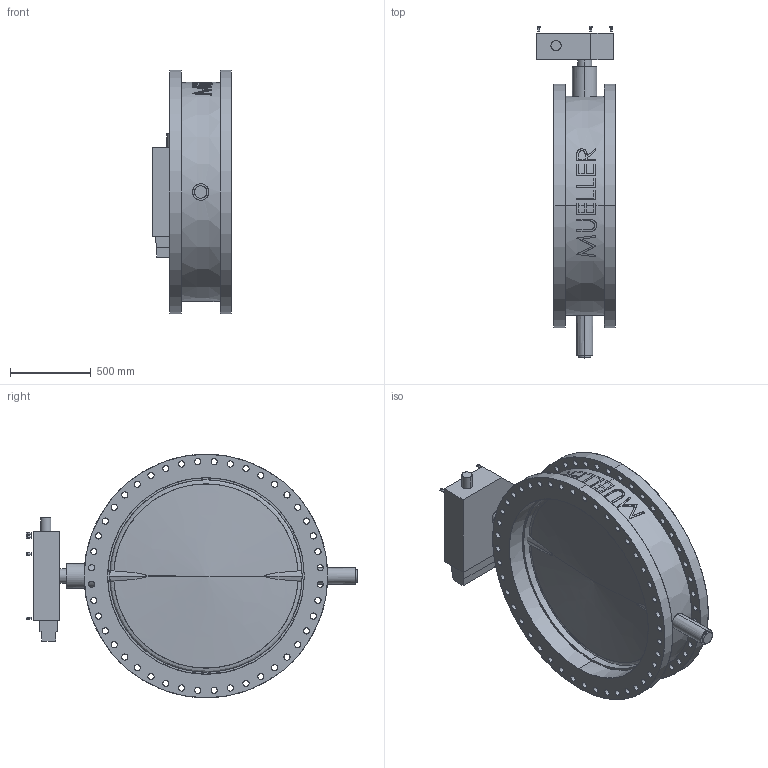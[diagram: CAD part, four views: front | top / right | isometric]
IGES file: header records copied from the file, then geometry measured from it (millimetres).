
Start section: SolidWorks IGES file using analytic representation for surfaces
Global section: file name: B_48.IGS; native system: SolidWorks 2012; preprocessor: SolidWorks 2012; author: CAD; date: 150330.181410; units: inch
Bounding box: 488.95 x 2059.18 x 1511.3 mm (x, y, z)
Surface area: 10888483 mm2 (no closed solid volume)
Topology: 0 solids, 0 shells, 411 faces, 8485 edges, 8481 vertices
Faces by surface type: revolution 249, bspline 162
